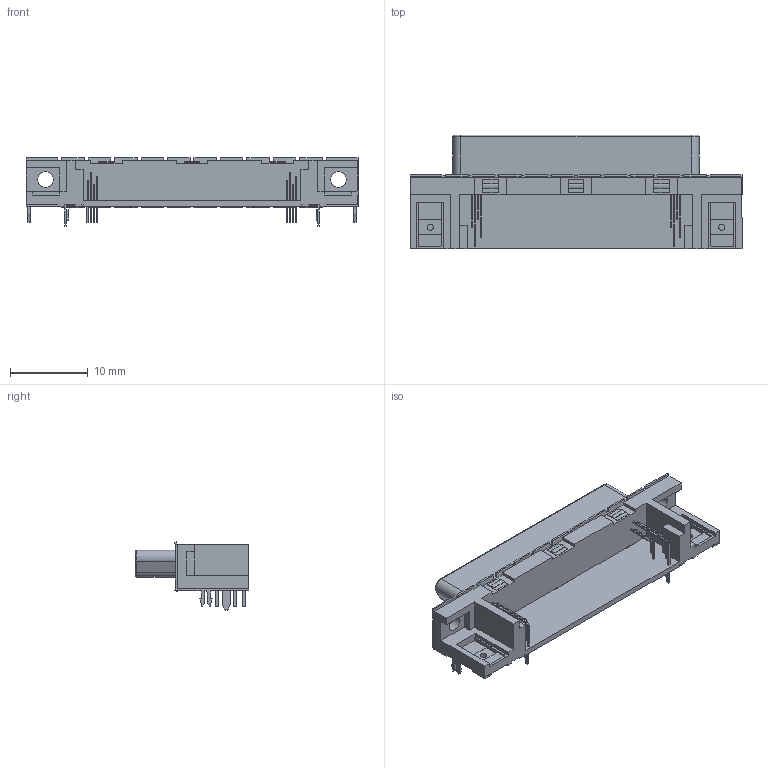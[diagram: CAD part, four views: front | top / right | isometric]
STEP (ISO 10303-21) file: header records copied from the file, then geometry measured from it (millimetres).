
FILE_DESCRIPTION((''),'2;1');
FILE_NAME('MOLEX_71430-0013.stp','2014-01-30T14:53:37',(''),(''),'Mechanical Desktop 2011','Mechanical Desktop 2011',', , ');
FILE_SCHEMA(('AUTOMOTIVE_DESIGN { 1 2 10303 214 1 1 1 1 }'));
Length unit declared in the file: millimetre
Products named in the file (1): Product
Bounding box: 42.7 x 14.65 x 8.76 mm (x, y, z)
Volume: 1314.7 mm3; surface area: 3876.6 mm2
Topology: 30 solids, 30 shells, 654 faces, 1724 edges, 1134 vertices
Faces by surface type: plane 458, bspline 104, cylinder 88, torus 4
Entity records: 19946 total; most frequent: CARTESIAN_POINT 3825, ORIENTED_EDGE 3448, DIRECTION 3002, EDGE_CURVE 1724, VECTOR 1548, LINE 1548, VERTEX_POINT 1134, AXIS2_PLACEMENT_3D 727
